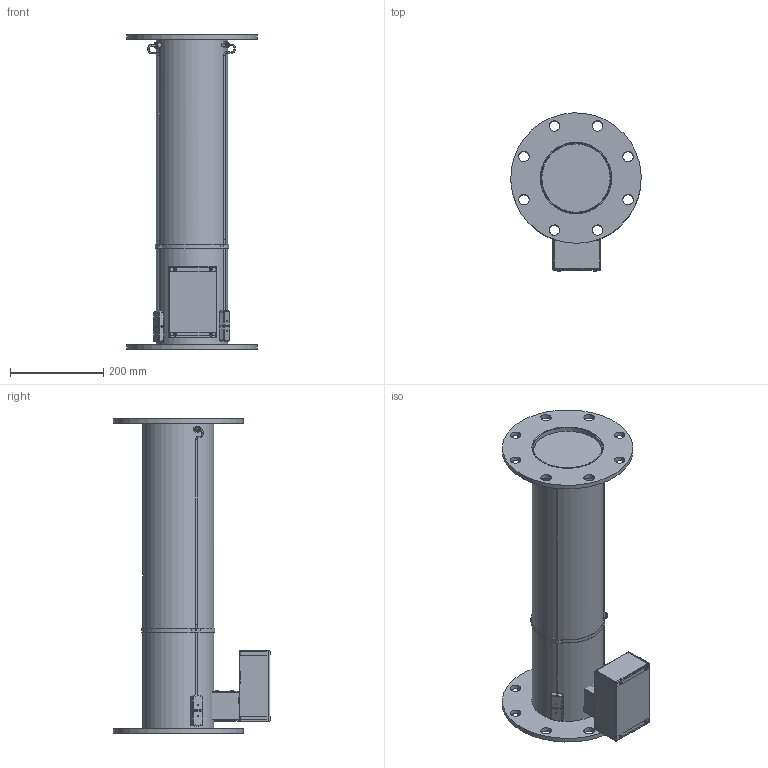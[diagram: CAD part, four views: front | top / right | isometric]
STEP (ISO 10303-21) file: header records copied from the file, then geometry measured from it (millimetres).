
FILE_DESCRIPTION(/* description */ ('Alibre Inc.'),/* implementation_level */ '2;1');
FILE_NAME(/* name */ 'export1',/* time_stamp */ '2017-04-25T10:55:20-04:00',/* author */ (''),/* organization */ (''),/* preprocessor_version */ 'ST-DEVELOPER v14',/* originating_system */ 'Alibre',/* authorisation */ '');
FILE_SCHEMA (('AUTOMOTIVE_DESIGN'));
Length unit declared in the file: inch
Products named in the file (28): HDW6099
Bounding box: 279.13 x 337.74 x 673.1 mm (x, y, z)
Volume: 1734084.7 mm3; surface area: 1133489.8 mm2
Topology: 40 solids, 40 shells, 977 faces, 2237 edges, 1353 vertices
Faces by surface type: plane 379, cylinder 323, cone 207, torus 36, sphere 32
Full cylindrical faces by diameter (mm): 2.54 x6, 2.642 x4, 3.175 x22, 3.302 x6, 3.304 x8, 3.454 x2, 3.556 x4, 3.937 x2, 3.962 x1, 3.988 x2, 4.369 x4, 4.445 x2, 4.623 x5, 4.699 x2, 4.826 x3, 4.851 x1, 4.877 x2, 4.953 x1, 5.334 x2, 6.223 x4, 6.35 x10, 7.75 x2, 7.798 x2, 11.129 x2, 11.176 x1, 17.526 x2, 22.225 x1, 22.352 x16, 146.304 x2, 148.158 x1
Entity records: 17233 total; most frequent: CARTESIAN_POINT 3187, DIRECTION 2795, ORIENTED_EDGE 2542, EDGE_CURVE 1271, AXIS2_PLACEMENT_3D 1185, VERTEX_POINT 847, EDGE_LOOP 780, FACE_BOUND 780
